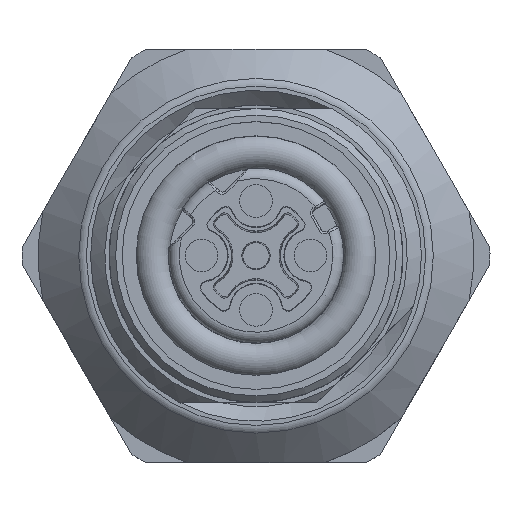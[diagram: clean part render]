
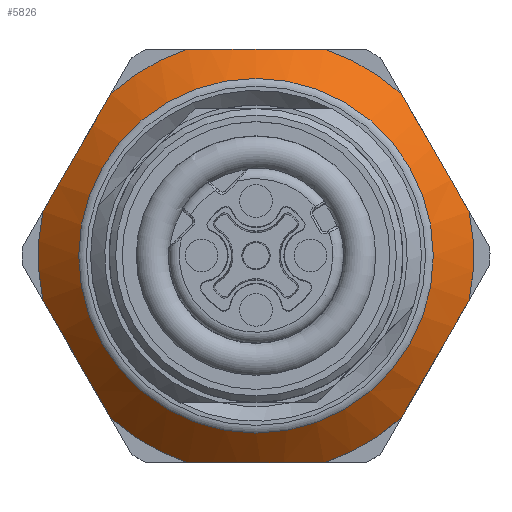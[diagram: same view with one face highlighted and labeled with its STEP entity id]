
A CAD part, top view. The second image highlights one B-rep face of the part: STEP entity #5826.
In plain terms, the highlighted conical face has half-angle 45 degrees and reference radius 8.146 mm.
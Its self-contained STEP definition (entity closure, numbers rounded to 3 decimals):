
#4110=B_SPLINE_CURVE_WITH_KNOTS('',3,(#32563,#32564,#32565,#32566,#32567,
#32568),.UNSPECIFIED.,.F.,.F.,(4,2,4),(0.,0.5,1.),.UNSPECIFIED.);
#4111=B_SPLINE_CURVE_WITH_KNOTS('',3,(#32573,#32574,#32575,#32576),
 .UNSPECIFIED.,.F.,.F.,(4,4),(0.,1.),.UNSPECIFIED.);
#4112=B_SPLINE_CURVE_WITH_KNOTS('',3,(#32580,#32581,#32582,#32583),
 .UNSPECIFIED.,.F.,.F.,(4,4),(0.,1.),.UNSPECIFIED.);
#4113=B_SPLINE_CURVE_WITH_KNOTS('',3,(#32587,#32588,#32589,#32590,#32591,
#32592),.UNSPECIFIED.,.F.,.F.,(4,2,4),(0.,0.5,1.),.UNSPECIFIED.);
#4114=B_SPLINE_CURVE_WITH_KNOTS('',3,(#32596,#32597,#32598,#32599),
 .UNSPECIFIED.,.F.,.F.,(4,4),(0.,1.),.UNSPECIFIED.);
#4115=B_SPLINE_CURVE_WITH_KNOTS('',3,(#32603,#32604,#32605,#32606),
 .UNSPECIFIED.,.F.,.F.,(4,4),(0.,1.),.UNSPECIFIED.);
#5826=ADVANCED_FACE('',(#6030,#6031),#5910,.T.);
#5910=CONICAL_SURFACE('',#18722,8.146,45.);
#6030=FACE_BOUND('',#7033,.T.);
#6031=FACE_BOUND('',#7034,.T.);
#7033=EDGE_LOOP('',(#11790));
#7034=EDGE_LOOP('',(#11791,#11792,#11793,#11794,#11795,#11796,#11797,#11798,
#11799,#11800,#11801,#11802));
#11790=ORIENTED_EDGE('',*,*,#15967,.T.);
#11791=ORIENTED_EDGE('',*,*,#15969,.F.);
#11792=ORIENTED_EDGE('',*,*,#15970,.F.);
#11793=ORIENTED_EDGE('',*,*,#15971,.T.);
#11794=ORIENTED_EDGE('',*,*,#15972,.F.);
#11795=ORIENTED_EDGE('',*,*,#15973,.T.);
#11796=ORIENTED_EDGE('',*,*,#15974,.F.);
#11797=ORIENTED_EDGE('',*,*,#15975,.T.);
#11798=ORIENTED_EDGE('',*,*,#15976,.F.);
#11799=ORIENTED_EDGE('',*,*,#15977,.T.);
#11800=ORIENTED_EDGE('',*,*,#15978,.F.);
#11801=ORIENTED_EDGE('',*,*,#15979,.T.);
#11802=ORIENTED_EDGE('',*,*,#15980,.F.);
#13534=VERTEX_POINT('',#32559);
#13536=VERTEX_POINT('',#32569);
#13537=VERTEX_POINT('',#32570);
#13538=VERTEX_POINT('',#32572);
#13539=VERTEX_POINT('',#32577);
#13540=VERTEX_POINT('',#32579);
#13541=VERTEX_POINT('',#32584);
#13542=VERTEX_POINT('',#32586);
#13543=VERTEX_POINT('',#32593);
#13544=VERTEX_POINT('',#32595);
#13545=VERTEX_POINT('',#32600);
#13546=VERTEX_POINT('',#32602);
#13547=VERTEX_POINT('',#32607);
#15967=EDGE_CURVE('',#13534,#13534,#16920,.T.);
#15969=EDGE_CURVE('',#13536,#13537,#4110,.T.);
#15970=EDGE_CURVE('',#13538,#13536,#16922,.T.);
#15971=EDGE_CURVE('',#13538,#13539,#4111,.T.);
#15972=EDGE_CURVE('',#13540,#13539,#16923,.T.);
#15973=EDGE_CURVE('',#13540,#13541,#4112,.T.);
#15974=EDGE_CURVE('',#13542,#13541,#16924,.T.);
#15975=EDGE_CURVE('',#13542,#13543,#4113,.T.);
#15976=EDGE_CURVE('',#13544,#13543,#16925,.T.);
#15977=EDGE_CURVE('',#13544,#13545,#4114,.T.);
#15978=EDGE_CURVE('',#13546,#13545,#16926,.T.);
#15979=EDGE_CURVE('',#13546,#13547,#4115,.T.);
#15980=EDGE_CURVE('',#13537,#13547,#16927,.T.);
#16920=CIRCLE('',#18713,8.146);
#16922=CIRCLE('',#18716,10.);
#16923=CIRCLE('',#18717,10.);
#16924=CIRCLE('',#18718,10.);
#16925=CIRCLE('',#18719,10.);
#16926=CIRCLE('',#18720,10.);
#16927=CIRCLE('',#18721,10.);
#18713=AXIS2_PLACEMENT_3D('',#32558,#23592,#23593);
#18716=AXIS2_PLACEMENT_3D('',#32571,#23598,#23599);
#18717=AXIS2_PLACEMENT_3D('',#32578,#23600,#23601);
#18718=AXIS2_PLACEMENT_3D('',#32585,#23602,#23603);
#18719=AXIS2_PLACEMENT_3D('',#32594,#23604,#23605);
#18720=AXIS2_PLACEMENT_3D('',#32601,#23606,#23607);
#18721=AXIS2_PLACEMENT_3D('',#32608,#23608,#23609);
#18722=AXIS2_PLACEMENT_3D('',#32609,#23610,#23611);
#23592=DIRECTION('',(0.,0.,-1.));
#23593=DIRECTION('',(0.,1.,0.));
#23598=DIRECTION('',(0.,0.,-1.));
#23599=DIRECTION('',(0.,1.,0.));
#23600=DIRECTION('',(0.,0.,-1.));
#23601=DIRECTION('',(0.,1.,0.));
#23602=DIRECTION('',(0.,0.,-1.));
#23603=DIRECTION('',(0.,1.,0.));
#23604=DIRECTION('',(0.,0.,-1.));
#23605=DIRECTION('',(0.,1.,0.));
#23606=DIRECTION('',(0.,0.,-1.));
#23607=DIRECTION('',(0.,1.,0.));
#23608=DIRECTION('',(0.,0.,-1.));
#23609=DIRECTION('',(0.,1.,0.));
#23610=DIRECTION('',(0.,0.,-1.));
#23611=DIRECTION('',(0.,1.,0.));
#32558=CARTESIAN_POINT('',(50.,50.,98.354));
#32559=CARTESIAN_POINT('',(50.,58.146,98.354));
#32563=CARTESIAN_POINT('',(53.122,40.5,96.5));
#32564=CARTESIAN_POINT('',(52.114,40.5,96.815));
#32565=CARTESIAN_POINT('',(51.059,40.5,97.));
#32566=CARTESIAN_POINT('',(48.942,40.5,97.));
#32567=CARTESIAN_POINT('',(47.884,40.5,96.814));
#32568=CARTESIAN_POINT('',(46.878,40.5,96.5));
#32569=CARTESIAN_POINT('',(53.122,40.5,96.5));
#32570=CARTESIAN_POINT('',(46.878,40.5,96.5));
#32571=CARTESIAN_POINT('',(50.,50.,96.5));
#32572=CARTESIAN_POINT('',(56.666,42.546,96.5));
#32573=CARTESIAN_POINT('',(56.666,42.546,96.5));
#32574=CARTESIAN_POINT('',(57.683,44.308,97.135));
#32575=CARTESIAN_POINT('',(58.772,46.194,97.135));
#32576=CARTESIAN_POINT('',(59.788,47.954,96.5));
#32577=CARTESIAN_POINT('',(59.788,47.954,96.5));
#32578=CARTESIAN_POINT('',(50.,50.,96.5));
#32579=CARTESIAN_POINT('',(59.788,52.046,96.5));
#32580=CARTESIAN_POINT('',(59.788,52.046,96.5));
#32581=CARTESIAN_POINT('',(58.771,53.808,97.135));
#32582=CARTESIAN_POINT('',(57.682,55.694,97.135));
#32583=CARTESIAN_POINT('',(56.666,57.454,96.5));
#32584=CARTESIAN_POINT('',(56.666,57.454,96.5));
#32585=CARTESIAN_POINT('',(50.,50.,96.5));
#32586=CARTESIAN_POINT('',(53.122,59.5,96.5));
#32587=CARTESIAN_POINT('',(53.122,59.5,96.5));
#32588=CARTESIAN_POINT('',(52.114,59.5,96.815));
#32589=CARTESIAN_POINT('',(51.059,59.5,97.));
#32590=CARTESIAN_POINT('',(48.942,59.5,97.));
#32591=CARTESIAN_POINT('',(47.884,59.5,96.814));
#32592=CARTESIAN_POINT('',(46.878,59.5,96.5));
#32593=CARTESIAN_POINT('',(46.878,59.5,96.5));
#32594=CARTESIAN_POINT('',(50.,50.,96.5));
#32595=CARTESIAN_POINT('',(43.334,57.454,96.5));
#32596=CARTESIAN_POINT('',(43.334,57.454,96.5));
#32597=CARTESIAN_POINT('',(42.317,55.692,97.135));
#32598=CARTESIAN_POINT('',(41.228,53.806,97.135));
#32599=CARTESIAN_POINT('',(40.212,52.046,96.5));
#32600=CARTESIAN_POINT('',(40.212,52.046,96.5));
#32601=CARTESIAN_POINT('',(50.,50.,96.5));
#32602=CARTESIAN_POINT('',(40.212,47.954,96.5));
#32603=CARTESIAN_POINT('',(40.212,47.954,96.5));
#32604=CARTESIAN_POINT('',(41.229,46.192,97.135));
#32605=CARTESIAN_POINT('',(42.318,44.306,97.135));
#32606=CARTESIAN_POINT('',(43.334,42.546,96.5));
#32607=CARTESIAN_POINT('',(43.334,42.546,96.5));
#32608=CARTESIAN_POINT('',(50.,50.,96.5));
#32609=CARTESIAN_POINT('',(50.,50.,98.354));
